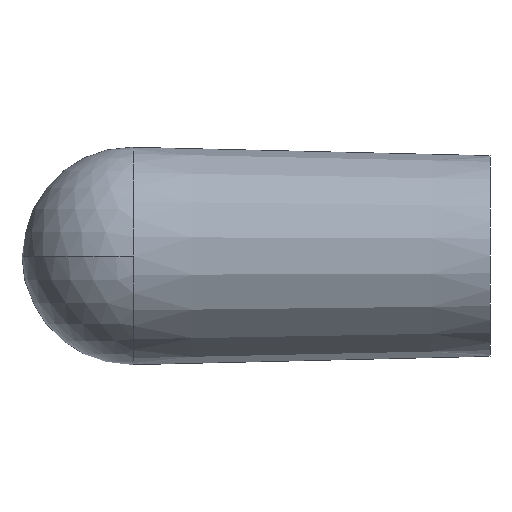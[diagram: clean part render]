
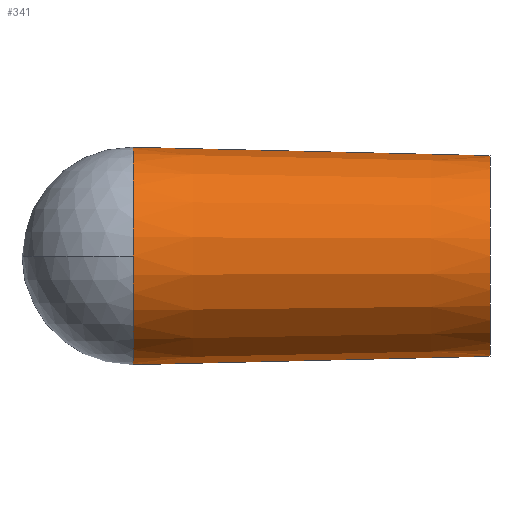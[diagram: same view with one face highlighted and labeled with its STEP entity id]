
A CAD part, left-side view. The second image highlights one B-rep face of the part: STEP entity #341.
In plain terms, the highlighted conical face has half-angle 1.342 degrees and reference radius 3 mm.
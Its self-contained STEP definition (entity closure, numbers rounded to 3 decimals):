
#9 = DIRECTION ( 'NONE',  ( 0., 1., 0. ) ) ;
#25 = AXIS2_PLACEMENT_3D ( 'NONE', #91, #32, #98 ) ;
#26 = DIRECTION ( 'NONE',  ( 0., 1., -0.023 ) ) ;
#32 = DIRECTION ( 'NONE',  ( 0., 1., 0. ) ) ;
#34 = CARTESIAN_POINT ( 'NONE',  ( 0., 11.301, 3.25 ) ) ;
#37 = DIRECTION ( 'NONE',  ( 0., 1., 0.023 ) ) ;
#44 = AXIS2_PLACEMENT_3D ( 'NONE', #262, #311, #120 ) ;
#56 = VECTOR ( 'NONE', #37, 1000. ) ;
#62 = CARTESIAN_POINT ( 'NONE',  ( -3.25, 11.301, 0. ) ) ;
#66 = LINE ( 'NONE', #297, #56 ) ;
#70 = DIRECTION ( 'NONE',  ( 0., 0., 1. ) ) ;
#71 = CONICAL_SURFACE ( 'NONE', #78, 3., 0.023 ) ;
#78 = AXIS2_PLACEMENT_3D ( 'NONE', #172, #260, #235 ) ;
#89 = VERTEX_POINT ( 'NONE', #62 ) ;
#91 = CARTESIAN_POINT ( 'NONE',  ( 0., 11.301, 0. ) ) ;
#98 = DIRECTION ( 'NONE',  ( 0., 0., 1. ) ) ;
#101 = EDGE_CURVE ( 'NONE', #335, #359, #117, .T. ) ;
#107 = ORIENTED_EDGE ( 'NONE', *, *, #201, .T. ) ;
#110 = ORIENTED_EDGE ( 'NONE', *, *, #101, .F. ) ;
#117 = LINE ( 'NONE', #233, #288 ) ;
#120 = DIRECTION ( 'NONE',  ( 0., 0., 1. ) ) ;
#129 = ORIENTED_EDGE ( 'NONE', *, *, #336, .F. ) ;
#142 = FACE_OUTER_BOUND ( 'NONE', #191, .T. ) ;
#151 = CIRCLE ( 'NONE', #25, 3.25 ) ;
#152 = CARTESIAN_POINT ( 'NONE',  ( 0., 0.628, 3. ) ) ;
#170 = CARTESIAN_POINT ( 'NONE',  ( 0., 0.628, -3. ) ) ;
#172 = CARTESIAN_POINT ( 'NONE',  ( 0., 0.628, 0. ) ) ;
#173 = CARTESIAN_POINT ( 'NONE',  ( 0., 11.301, -3.25 ) ) ;
#188 = VERTEX_POINT ( 'NONE', #152 ) ;
#191 = EDGE_LOOP ( 'NONE', ( #110, #107, #332, #218, #129 ) ) ;
#201 = EDGE_CURVE ( 'NONE', #335, #188, #256, .T. ) ;
#218 = ORIENTED_EDGE ( 'NONE', *, *, #294, .F. ) ;
#233 = CARTESIAN_POINT ( 'NONE',  ( 0., 0.628, -3. ) ) ;
#235 = DIRECTION ( 'NONE',  ( 0., 0., 1. ) ) ;
#241 = CARTESIAN_POINT ( 'NONE',  ( 0., 0.628, 0. ) ) ;
#243 = VERTEX_POINT ( 'NONE', #34 ) ;
#256 = CIRCLE ( 'NONE', #300, 3. ) ;
#260 = DIRECTION ( 'NONE',  ( 0., 1., 0. ) ) ;
#262 = CARTESIAN_POINT ( 'NONE',  ( 0., 11.301, 0. ) ) ;
#277 = EDGE_CURVE ( 'NONE', #188, #243, #66, .T. ) ;
#286 = CIRCLE ( 'NONE', #44, 3.25 ) ;
#288 = VECTOR ( 'NONE', #26, 1000. ) ;
#294 = EDGE_CURVE ( 'NONE', #89, #243, #151, .T. ) ;
#297 = CARTESIAN_POINT ( 'NONE',  ( 0., 0.628, 3. ) ) ;
#300 = AXIS2_PLACEMENT_3D ( 'NONE', #241, #9, #70 ) ;
#311 = DIRECTION ( 'NONE',  ( 0., 1., 0. ) ) ;
#332 = ORIENTED_EDGE ( 'NONE', *, *, #277, .T. ) ;
#335 = VERTEX_POINT ( 'NONE', #170 ) ;
#336 = EDGE_CURVE ( 'NONE', #359, #89, #286, .T. ) ;
#341 = ADVANCED_FACE ( 'NONE', ( #142 ), #71, .T. ) ;
#359 = VERTEX_POINT ( 'NONE', #173 ) ;
